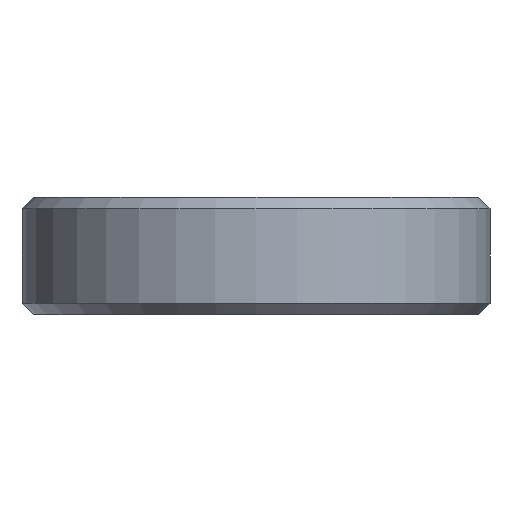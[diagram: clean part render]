
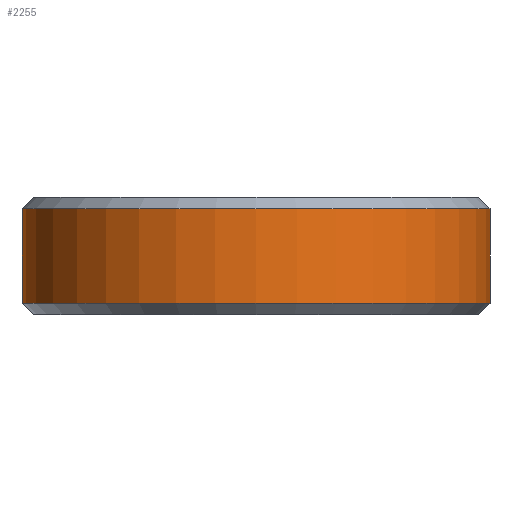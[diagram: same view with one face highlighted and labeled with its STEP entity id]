
A CAD part, left-side view. The second image highlights one B-rep face of the part: STEP entity #2255.
In plain terms, the highlighted cylindrical face has radius 6.25 mm (diameter 12.5 mm), a partial arc.
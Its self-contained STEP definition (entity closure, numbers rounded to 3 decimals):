
#382 = CONICAL_SURFACE('',#383,6.25,0.785);
#383 = AXIS2_PLACEMENT_3D('',#384,#385,#386);
#384 = CARTESIAN_POINT('',(0.,0.,0.3));
#385 = DIRECTION('',(0.,0.,1.));
#386 = DIRECTION('',(0.,1.,0.));
#1216 = VERTEX_POINT('',#1217);
#1217 = CARTESIAN_POINT('',(0.,-6.25,0.3));
#1252 = PLANE('',#1253);
#1253 = AXIS2_PLACEMENT_3D('',#1254,#1255,#1256);
#1254 = CARTESIAN_POINT('',(225.,-6.25,0.));
#1255 = DIRECTION('',(0.,-1.,0.));
#1256 = DIRECTION('',(-1.,0.,0.));
#1270 = VERTEX_POINT('',#1271);
#1271 = CARTESIAN_POINT('',(0.,6.25,0.3));
#1291 = EDGE_CURVE('',#1270,#1216,#1292,.T.);
#1292 = SURFACE_CURVE('',#1293,(#1298,#1305),.PCURVE_S1.);
#1293 = CIRCLE('',#1294,6.25);
#1294 = AXIS2_PLACEMENT_3D('',#1295,#1296,#1297);
#1295 = CARTESIAN_POINT('',(0.,0.,0.3));
#1296 = DIRECTION('',(0.,-0.,1.));
#1297 = DIRECTION('',(0.,1.,0.));
#1298 = PCURVE('',#382,#1299);
#1299 = DEFINITIONAL_REPRESENTATION('',(#1300),#1304);
#1300 = LINE('',#1301,#1302);
#1301 = CARTESIAN_POINT('',(0.,-0.));
#1302 = VECTOR('',#1303,1.);
#1303 = DIRECTION('',(1.,-0.));
#1304 = ( GEOMETRIC_REPRESENTATION_CONTEXT(2) 
PARAMETRIC_REPRESENTATION_CONTEXT() REPRESENTATION_CONTEXT('2D SPACE',''
  ) );
#1305 = PCURVE('',#1306,#1311);
#1306 = CYLINDRICAL_SURFACE('',#1307,6.25);
#1307 = AXIS2_PLACEMENT_3D('',#1308,#1309,#1310);
#1308 = CARTESIAN_POINT('',(0.,0.,0.));
#1309 = DIRECTION('',(-0.,-0.,-1.));
#1310 = DIRECTION('',(1.,0.,0.));
#1311 = DEFINITIONAL_REPRESENTATION('',(#1312),#1316);
#1312 = LINE('',#1313,#1314);
#1313 = CARTESIAN_POINT('',(-1.571,-0.3));
#1314 = VECTOR('',#1315,1.);
#1315 = DIRECTION('',(-1.,0.));
#1316 = ( GEOMETRIC_REPRESENTATION_CONTEXT(2) 
PARAMETRIC_REPRESENTATION_CONTEXT() REPRESENTATION_CONTEXT('2D SPACE',''
  ) );
#1338 = PLANE('',#1339);
#1339 = AXIS2_PLACEMENT_3D('',#1340,#1341,#1342);
#1340 = CARTESIAN_POINT('',(225.,6.25,0.));
#1341 = DIRECTION('',(0.,-1.,0.));
#1342 = DIRECTION('',(-1.,0.,0.));
#2207 = VERTEX_POINT('',#2208);
#2208 = CARTESIAN_POINT('',(0.,-6.25,2.825));
#2234 = EDGE_CURVE('',#1216,#2207,#2235,.T.);
#2235 = SURFACE_CURVE('',#2236,(#2240,#2247),.PCURVE_S1.);
#2236 = LINE('',#2237,#2238);
#2237 = CARTESIAN_POINT('',(0.,-6.25,0.));
#2238 = VECTOR('',#2239,1.);
#2239 = DIRECTION('',(0.,0.,1.));
#2240 = PCURVE('',#1252,#2241);
#2241 = DEFINITIONAL_REPRESENTATION('',(#2242),#2246);
#2242 = LINE('',#2243,#2244);
#2243 = CARTESIAN_POINT('',(225.,0.));
#2244 = VECTOR('',#2245,1.);
#2245 = DIRECTION('',(0.,-1.));
#2246 = ( GEOMETRIC_REPRESENTATION_CONTEXT(2) 
PARAMETRIC_REPRESENTATION_CONTEXT() REPRESENTATION_CONTEXT('2D SPACE',''
  ) );
#2247 = PCURVE('',#1306,#2248);
#2248 = DEFINITIONAL_REPRESENTATION('',(#2249),#2253);
#2249 = LINE('',#2250,#2251);
#2250 = CARTESIAN_POINT('',(-4.712,0.));
#2251 = VECTOR('',#2252,1.);
#2252 = DIRECTION('',(-0.,-1.));
#2253 = ( GEOMETRIC_REPRESENTATION_CONTEXT(2) 
PARAMETRIC_REPRESENTATION_CONTEXT() REPRESENTATION_CONTEXT('2D SPACE',''
  ) );
#2255 = ADVANCED_FACE('',(#2256),#1306,.T.);
#2256 = FACE_BOUND('',#2257,.F.);
#2257 = EDGE_LOOP('',(#2258,#2281,#2308,#2309));
#2258 = ORIENTED_EDGE('',*,*,#2259,.T.);
#2259 = EDGE_CURVE('',#1270,#2260,#2262,.T.);
#2260 = VERTEX_POINT('',#2261);
#2261 = CARTESIAN_POINT('',(0.,6.25,2.825));
#2262 = SURFACE_CURVE('',#2263,(#2267,#2274),.PCURVE_S1.);
#2263 = LINE('',#2264,#2265);
#2264 = CARTESIAN_POINT('',(0.,6.25,0.));
#2265 = VECTOR('',#2266,1.);
#2266 = DIRECTION('',(0.,0.,1.));
#2267 = PCURVE('',#1306,#2268);
#2268 = DEFINITIONAL_REPRESENTATION('',(#2269),#2273);
#2269 = LINE('',#2270,#2271);
#2270 = CARTESIAN_POINT('',(-1.571,0.));
#2271 = VECTOR('',#2272,1.);
#2272 = DIRECTION('',(-0.,-1.));
#2273 = ( GEOMETRIC_REPRESENTATION_CONTEXT(2) 
PARAMETRIC_REPRESENTATION_CONTEXT() REPRESENTATION_CONTEXT('2D SPACE',''
  ) );
#2274 = PCURVE('',#1338,#2275);
#2275 = DEFINITIONAL_REPRESENTATION('',(#2276),#2280);
#2276 = LINE('',#2277,#2278);
#2277 = CARTESIAN_POINT('',(225.,0.));
#2278 = VECTOR('',#2279,1.);
#2279 = DIRECTION('',(0.,-1.));
#2280 = ( GEOMETRIC_REPRESENTATION_CONTEXT(2) 
PARAMETRIC_REPRESENTATION_CONTEXT() REPRESENTATION_CONTEXT('2D SPACE',''
  ) );
#2281 = ORIENTED_EDGE('',*,*,#2282,.T.);
#2282 = EDGE_CURVE('',#2260,#2207,#2283,.T.);
#2283 = SURFACE_CURVE('',#2284,(#2289,#2296),.PCURVE_S1.);
#2284 = CIRCLE('',#2285,6.25);
#2285 = AXIS2_PLACEMENT_3D('',#2286,#2287,#2288);
#2286 = CARTESIAN_POINT('',(0.,0.,2.825));
#2287 = DIRECTION('',(0.,-0.,1.));
#2288 = DIRECTION('',(0.,1.,0.));
#2289 = PCURVE('',#1306,#2290);
#2290 = DEFINITIONAL_REPRESENTATION('',(#2291),#2295);
#2291 = LINE('',#2292,#2293);
#2292 = CARTESIAN_POINT('',(-1.571,-2.825));
#2293 = VECTOR('',#2294,1.);
#2294 = DIRECTION('',(-1.,0.));
#2295 = ( GEOMETRIC_REPRESENTATION_CONTEXT(2) 
PARAMETRIC_REPRESENTATION_CONTEXT() REPRESENTATION_CONTEXT('2D SPACE',''
  ) );
#2296 = PCURVE('',#2297,#2302);
#2297 = CONICAL_SURFACE('',#2298,6.25,0.785);
#2298 = AXIS2_PLACEMENT_3D('',#2299,#2300,#2301);
#2299 = CARTESIAN_POINT('',(0.,0.,2.825));
#2300 = DIRECTION('',(-0.,-0.,-1.));
#2301 = DIRECTION('',(0.,1.,0.));
#2302 = DEFINITIONAL_REPRESENTATION('',(#2303),#2307);
#2303 = LINE('',#2304,#2305);
#2304 = CARTESIAN_POINT('',(-0.,-0.));
#2305 = VECTOR('',#2306,1.);
#2306 = DIRECTION('',(-1.,-0.));
#2307 = ( GEOMETRIC_REPRESENTATION_CONTEXT(2) 
PARAMETRIC_REPRESENTATION_CONTEXT() REPRESENTATION_CONTEXT('2D SPACE',''
  ) );
#2308 = ORIENTED_EDGE('',*,*,#2234,.F.);
#2309 = ORIENTED_EDGE('',*,*,#1291,.F.);
